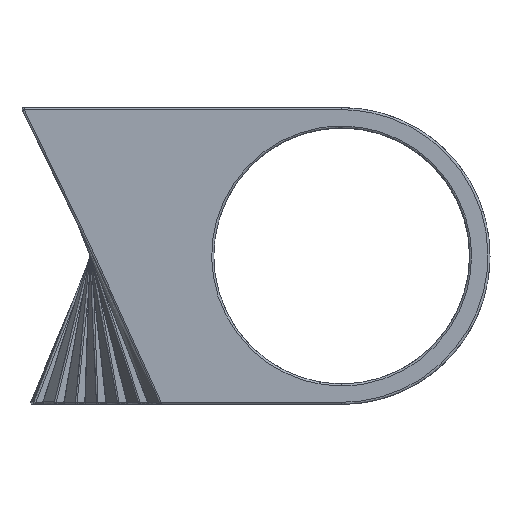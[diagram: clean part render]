
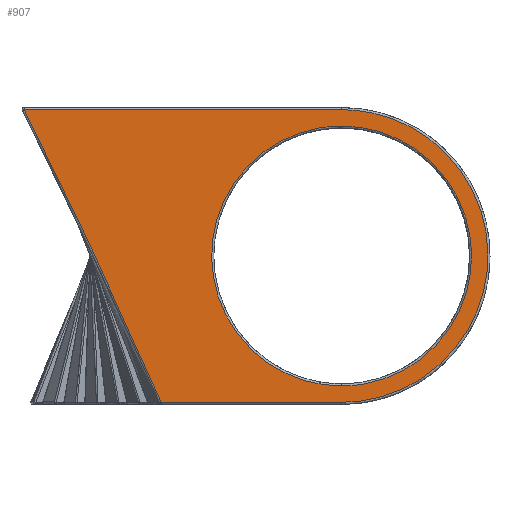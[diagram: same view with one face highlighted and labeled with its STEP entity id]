
A CAD part, left-side view. The second image highlights one B-rep face of the part: STEP entity #907.
In plain terms, the highlighted free-form (B-spline) face has degree [1, 1] with [2, 2] control points.
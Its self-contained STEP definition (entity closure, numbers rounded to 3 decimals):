
#34 = VERTEX_POINT('',#35);
#35 = CARTESIAN_POINT('',(0.,0.,
    18.738));
#41 = EDGE_CURVE('',#42,#34,#44,.T.);
#42 = VERTEX_POINT('',#43);
#43 = CARTESIAN_POINT('',(0.,0.,-18.738));
#44 = ( BOUNDED_CURVE() B_SPLINE_CURVE(2,(#45,#46,#47,#48,#49),
.UNSPECIFIED.,.F.,.F.) B_SPLINE_CURVE_WITH_KNOTS((3,2,3),(0.,
1.571,3.142),.PIECEWISE_BEZIER_KNOTS.) CURVE() 
GEOMETRIC_REPRESENTATION_ITEM() RATIONAL_B_SPLINE_CURVE((1.,
0.707,1.,0.707,1.)) REPRESENTATION_ITEM('') );
#45 = CARTESIAN_POINT('',(0.,0.,-18.738));
#46 = CARTESIAN_POINT('',(0.,18.738,-18.738));
#47 = CARTESIAN_POINT('',(0.,18.738,0.));
#48 = CARTESIAN_POINT('',(0.,18.738,18.738));
#49 = CARTESIAN_POINT('',(0.,0.,18.738));
#907 = ADVANCED_FACE('',(#908,#947),#958,.F.);
#908 = FACE_BOUND('',#909,.T.);
#909 = EDGE_LOOP('',(#910,#919,#929,#936));
#910 = ORIENTED_EDGE('',*,*,#911,.T.);
#911 = EDGE_CURVE('',#912,#914,#916,.T.);
#912 = VERTEX_POINT('',#913);
#913 = CARTESIAN_POINT('',(0.,26.,-21.099));
#914 = VERTEX_POINT('',#915);
#915 = CARTESIAN_POINT('',(0.,0.,-21.099));
#916 = B_SPLINE_CURVE_WITH_KNOTS('',1,(#917,#918),.UNSPECIFIED.,.F.,.F.,
  (2,2),(-17.622,0.),.PIECEWISE_BEZIER_KNOTS.);
#917 = CARTESIAN_POINT('',(0.,26.,-21.099));
#918 = CARTESIAN_POINT('',(0.,0.,-21.099));
#919 = ORIENTED_EDGE('',*,*,#920,.T.);
#920 = EDGE_CURVE('',#914,#921,#923,.T.);
#921 = VERTEX_POINT('',#922);
#922 = CARTESIAN_POINT('',(0.,0.,21.099));
#923 = ( BOUNDED_CURVE() B_SPLINE_CURVE(2,(#924,#925,#926,#927,#928),
.UNSPECIFIED.,.F.,.F.) B_SPLINE_CURVE_WITH_KNOTS((3,2,3),(0.,
1.571,3.142),.PIECEWISE_BEZIER_KNOTS.) CURVE() 
GEOMETRIC_REPRESENTATION_ITEM() RATIONAL_B_SPLINE_CURVE((1.,
0.707,1.,0.707,1.)) REPRESENTATION_ITEM('') );
#924 = CARTESIAN_POINT('',(0.,0.,-21.099));
#925 = CARTESIAN_POINT('',(0.,-21.099,-21.099));
#926 = CARTESIAN_POINT('',(0.,-21.099,0.));
#927 = CARTESIAN_POINT('',(0.,-21.099,21.099));
#928 = CARTESIAN_POINT('',(0.,0.,21.099));
#929 = ORIENTED_EDGE('',*,*,#930,.T.);
#930 = EDGE_CURVE('',#921,#931,#933,.T.);
#931 = VERTEX_POINT('',#932);
#932 = CARTESIAN_POINT('',(0.,45.795,21.099));
#933 = B_SPLINE_CURVE_WITH_KNOTS('',1,(#934,#935),.UNSPECIFIED.,.F.,.F.,
  (2,2),(-31.543,-0.505),.PIECEWISE_BEZIER_KNOTS.);
#934 = CARTESIAN_POINT('',(0.,0.,21.099));
#935 = CARTESIAN_POINT('',(0.,45.795,21.099));
#936 = ORIENTED_EDGE('',*,*,#937,.T.);
#937 = EDGE_CURVE('',#931,#912,#938,.T.);
#938 = B_SPLINE_CURVE_WITH_KNOTS('',3,(#939,#940,#941,#942,#943,#944,
    #945,#946),.UNSPECIFIED.,.F.,.F.,(4,2,2,4),(0.,0.008,
    0.016,0.032),.UNSPECIFIED.);
#939 = CARTESIAN_POINT('',(0.,45.795,21.099));
#940 = CARTESIAN_POINT('',(0.,44.035,
    17.636));
#941 = CARTESIAN_POINT('',(0.,42.314,
    14.152));
#942 = CARTESIAN_POINT('',(0.,38.93,
    7.159));
#943 = CARTESIAN_POINT('',(0.,37.266,
    3.649));
#944 = CARTESIAN_POINT('',(0.,32.339,
    -6.912));
#945 = CARTESIAN_POINT('',(0.,29.141,
    -13.993));
#946 = CARTESIAN_POINT('',(0.,26.,-21.099));
#947 = FACE_BOUND('',#948,.T.);
#948 = EDGE_LOOP('',(#949,#950));
#949 = ORIENTED_EDGE('',*,*,#41,.T.);
#950 = ORIENTED_EDGE('',*,*,#951,.T.);
#951 = EDGE_CURVE('',#34,#42,#952,.T.);
#952 = ( BOUNDED_CURVE() B_SPLINE_CURVE(2,(#953,#954,#955,#956,#957),
.UNSPECIFIED.,.F.,.F.) B_SPLINE_CURVE_WITH_KNOTS((3,2,3),(3.142,
4.712,6.283),.PIECEWISE_BEZIER_KNOTS.) CURVE() 
GEOMETRIC_REPRESENTATION_ITEM() RATIONAL_B_SPLINE_CURVE((1.,
0.707,1.,0.707,1.)) REPRESENTATION_ITEM('') );
#953 = CARTESIAN_POINT('',(0.,0.,18.738));
#954 = CARTESIAN_POINT('',(0.,-18.738,18.738));
#955 = CARTESIAN_POINT('',(0.,-18.738,0.));
#956 = CARTESIAN_POINT('',(0.,-18.738,-18.738));
#957 = CARTESIAN_POINT('',(0.,0.,-18.738));
#958 = B_SPLINE_SURFACE_WITH_KNOTS('',1,1,(
    (#959,#960)
    ,(#961,#962
    )),.UNSPECIFIED.,.F.,.F.,.F.,(2,2),(2,2),(-14.3,14.3),(-14.3,
    31.038),.PIECEWISE_BEZIER_KNOTS.);
#959 = CARTESIAN_POINT('',(0.,-21.099,21.099));
#960 = CARTESIAN_POINT('',(0.,45.795,21.099));
#961 = CARTESIAN_POINT('',(0.,-21.099,-21.099));
#962 = CARTESIAN_POINT('',(0.,45.795,-21.099));
